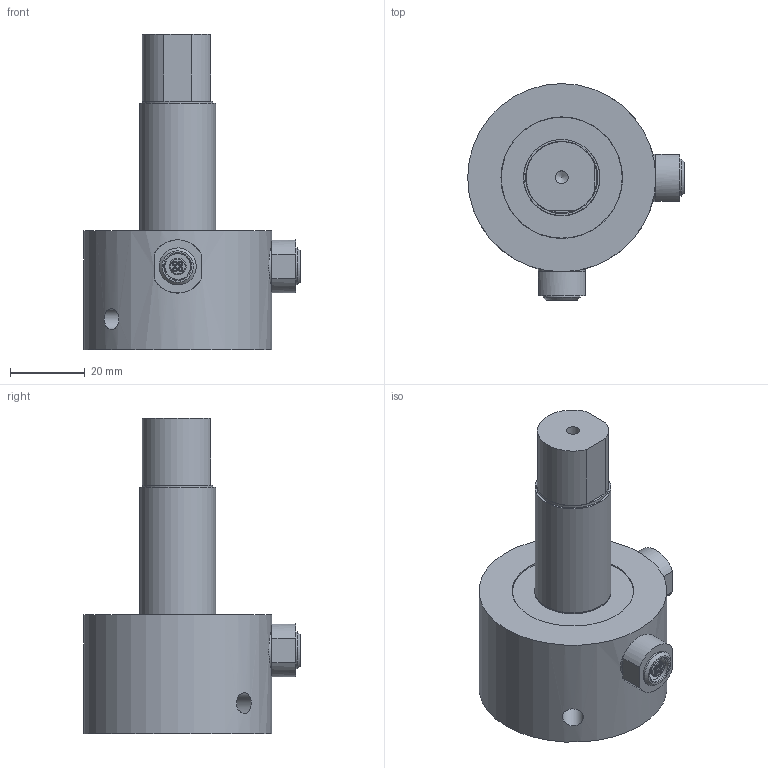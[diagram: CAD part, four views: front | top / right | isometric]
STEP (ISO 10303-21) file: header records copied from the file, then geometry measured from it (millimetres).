
FILE_DESCRIPTION((''),'2;1');
FILE_NAME('MBA400.stp','2011-03-04T13:30:34',('thomasl'),(''),'Autodesk Inventor 2011','Autodesk Inventor 2011','');
FILE_SCHEMA(('AUTOMOTIVE_DESIGN { 1 0 10303 214 1 1 1 1 }'));
Length unit declared in the file: inch
Products named in the file (2): FI1230-A (SubstituteLevelofDetail1); FI1230-A_Substitute_1
Assembly tree (1 placements, depth 2):
  FI1230-A (SubstituteLevelofDetail1)
    FI1230-A_Substitute_1
Bounding box: 57.91 x 57.91 x 84.25 mm (x, y, z)
Volume: 70429.6 mm3; surface area: 22134 mm2
Topology: 1 solids, 2 shells, 140 faces, 277 edges, 179 vertices
Faces by surface type: plane 69, cylinder 60, cone 7, torus 4
Full cylindrical faces by diameter (mm): 0.711 x8, 1.016 x4, 1.27 x8, 3.175 x1, 3.454 x5, 4.445 x2, 4.572 x1, 5.555 x2, 6.912 x3, 6.985 x2, 9.906 x2, 10.635 x1, 18.796 x1, 19.05 x1, 19.304 x1, 19.355 x1, 20.32 x1, 20.447 x1, 21.463 x1, 31.623 x1, 32.334 x1, 32.512 x1, 50.292 x1
Entity records: 3446 total; most frequent: CARTESIAN_POINT 713, DIRECTION 602, ORIENTED_EDGE 388, AXIS2_PLACEMENT_3D 276, EDGE_LOOP 246, EDGE_CURVE 194, VERTEX_POINT 154, FACE_OUTER_BOUND 140
